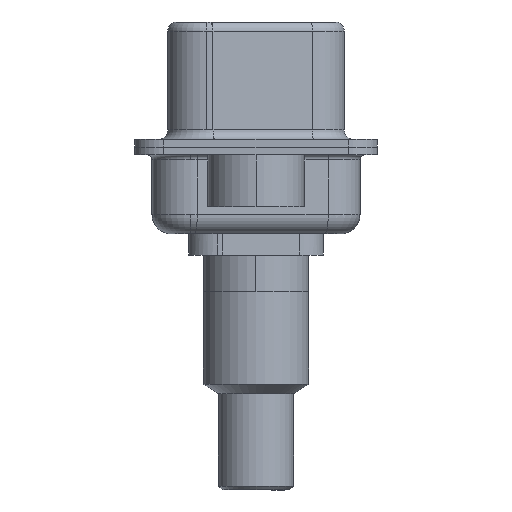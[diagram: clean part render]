
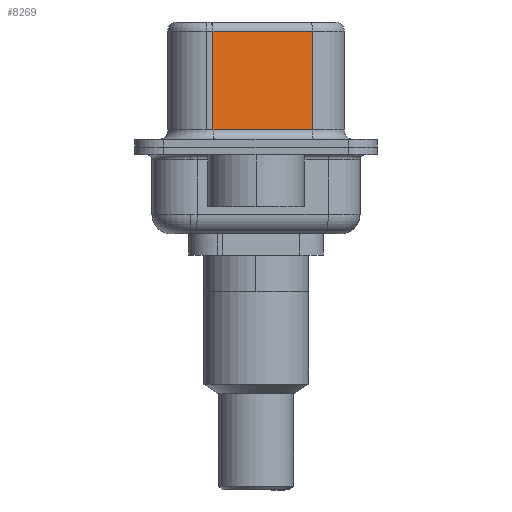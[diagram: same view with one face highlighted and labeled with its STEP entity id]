
A CAD part, left-side view. The second image highlights one B-rep face of the part: STEP entity #8269.
In plain terms, the highlighted planar face has unit normal (-0.985, -0.174, 0).
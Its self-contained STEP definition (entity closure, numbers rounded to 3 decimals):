
#10 = DIRECTION ( 'NONE',  ( 0.985, 0.174, 0. ) ) ;
#2491 = VERTEX_POINT ( 'NONE', #8607 ) ;
#3256 = EDGE_LOOP ( 'NONE', ( #19890, #12702, #9056, #13869 ) ) ;
#4231 = PLANE ( 'NONE',  #21058 ) ;
#6904 = VECTOR ( 'NONE', #7761, 1000. ) ;
#7761 = DIRECTION ( 'NONE',  ( 0., 0., -1. ) ) ;
#8269 = ADVANCED_FACE ( 'NONE', ( #11233 ), #4231, .F. ) ;
#8607 = CARTESIAN_POINT ( 'NONE',  ( 4.58, -2.927, 6.02 ) ) ;
#9056 = ORIENTED_EDGE ( 'NONE', *, *, #26797, .T. ) ;
#10033 = VECTOR ( 'NONE', #17707, 1000. ) ;
#10653 = LINE ( 'NONE', #23186, #16950 ) ;
#10943 = DIRECTION ( 'NONE',  ( -0.174, 0.985, 0. ) ) ;
#11233 = FACE_OUTER_BOUND ( 'NONE', #3256, .T. ) ;
#12527 = DIRECTION ( 'NONE',  ( 0., 0., -1. ) ) ;
#12702 = ORIENTED_EDGE ( 'NONE', *, *, #18423, .T. ) ;
#12896 = EDGE_CURVE ( 'NONE', #24055, #24985, #15685, .T. ) ;
#13400 = CARTESIAN_POINT ( 'NONE',  ( 4.58, -2.927, 0.9 ) ) ;
#13869 = ORIENTED_EDGE ( 'NONE', *, *, #12896, .T. ) ;
#14948 = DIRECTION ( 'NONE',  ( -0.174, 0.985, 0. ) ) ;
#15282 = CARTESIAN_POINT ( 'NONE',  ( 3.67, 2.233, 0.9 ) ) ;
#15530 = EDGE_CURVE ( 'NONE', #2491, #24985, #24575, .T. ) ;
#15685 = LINE ( 'NONE', #13400, #10033 ) ;
#15839 = LINE ( 'NONE', #23665, #20810 ) ;
#16195 = CARTESIAN_POINT ( 'NONE',  ( 3.67, 2.233, 6.02 ) ) ;
#16950 = VECTOR ( 'NONE', #12527, 1000. ) ;
#17707 = DIRECTION ( 'NONE',  ( 0.174, -0.985, 0. ) ) ;
#18423 = EDGE_CURVE ( 'NONE', #2491, #27328, #15839, .T. ) ;
#19890 = ORIENTED_EDGE ( 'NONE', *, *, #15530, .F. ) ;
#20135 = CARTESIAN_POINT ( 'NONE',  ( 4.58, -2.927, 0.9 ) ) ;
#20810 = VECTOR ( 'NONE', #10943, 1000. ) ;
#21058 = AXIS2_PLACEMENT_3D ( 'NONE', #23408, #10, #14948 ) ;
#23186 = CARTESIAN_POINT ( 'NONE',  ( 3.67, 2.233, 6.52 ) ) ;
#23408 = CARTESIAN_POINT ( 'NONE',  ( 4.58, -2.927, 6.52 ) ) ;
#23665 = CARTESIAN_POINT ( 'NONE',  ( 4.58, -2.927, 6.02 ) ) ;
#24055 = VERTEX_POINT ( 'NONE', #15282 ) ;
#24575 = LINE ( 'NONE', #24808, #6904 ) ;
#24808 = CARTESIAN_POINT ( 'NONE',  ( 4.58, -2.927, 6.52 ) ) ;
#24985 = VERTEX_POINT ( 'NONE', #20135 ) ;
#26797 = EDGE_CURVE ( 'NONE', #27328, #24055, #10653, .T. ) ;
#27328 = VERTEX_POINT ( 'NONE', #16195 ) ;
